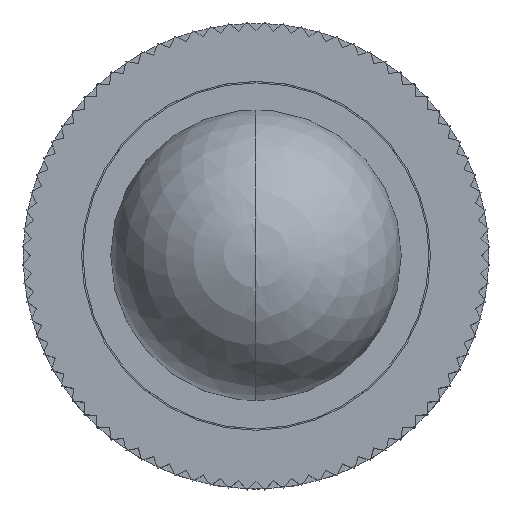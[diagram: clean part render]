
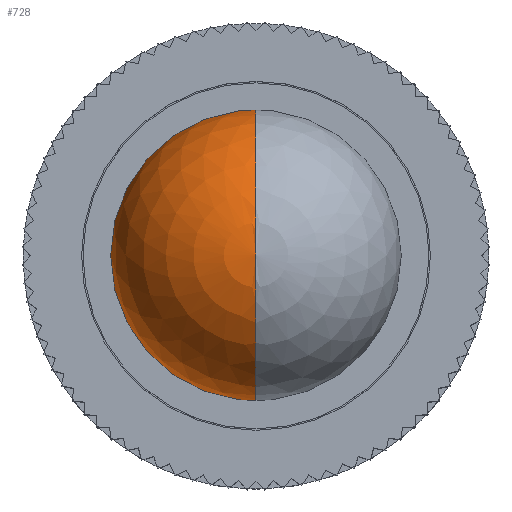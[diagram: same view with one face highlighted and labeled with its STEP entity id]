
A CAD part, top view. The second image highlights one B-rep face of the part: STEP entity #728.
In plain terms, the highlighted spherical face has radius 5 mm.
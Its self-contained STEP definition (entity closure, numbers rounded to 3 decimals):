
#728=ADVANCED_FACE('',(#1867),#1868,.T.);
#1867=FACE_OUTER_BOUND('',#3419,.T.);
#1868=SPHERICAL_SURFACE('',#3420,5.0);
#3419=EDGE_LOOP('',(#5461,#5462,#5463));
#3420=AXIS2_PLACEMENT_3D('',#5464,#5465,#5466);
#5461=ORIENTED_EDGE('',*,*,#9787,.F.);
#5462=ORIENTED_EDGE('',*,*,#9789,.F.);
#5463=ORIENTED_EDGE('',*,*,#9872,.F.);
#5464=CARTESIAN_POINT('',(0.,0.,11.0));
#5465=DIRECTION('',(0.0,0.0,-1.0));
#5466=DIRECTION('',(0.,-1.0,0.0));
#9787=EDGE_CURVE('',#11933,#11934,#11935,.T.);
#9789=EDGE_CURVE('',#11936,#11933,#11938,.T.);
#9872=EDGE_CURVE('',#11934,#11936,#12071,.T.);
#11933=VERTEX_POINT('',#14859);
#11934=VERTEX_POINT('',#14860);
#11935=CIRCLE('',#14861,5.0);
#11936=VERTEX_POINT('',#14862);
#11938=CIRCLE('',#14864,5.0);
#12071=CIRCLE('',#15037,4.883);
#14859=CARTESIAN_POINT('',(0.,0.,16.0));
#14860=CARTESIAN_POINT('',(0.,-4.883,9.926));
#14861=AXIS2_PLACEMENT_3D('',#17976,#17977,#17978);
#14862=CARTESIAN_POINT('',(0.,4.883,9.926));
#14864=AXIS2_PLACEMENT_3D('',#17982,#17983,#17984);
#15037=AXIS2_PLACEMENT_3D('',#18097,#18098,#18099);
#17976=CARTESIAN_POINT('',(0.,0.,11.0));
#17977=DIRECTION('',(1.0,0.,-0.0));
#17978=DIRECTION('',(0.0,0.0,1.0));
#17982=CARTESIAN_POINT('',(0.,0.,11.0));
#17983=DIRECTION('',(1.0,0.,-0.0));
#17984=DIRECTION('',(0.0,0.0,1.0));
#18097=CARTESIAN_POINT('',(0.,0.,9.926));
#18098=DIRECTION('',(0.0,0.0,-1.0));
#18099=DIRECTION('',(0.,1.0,0.0));
